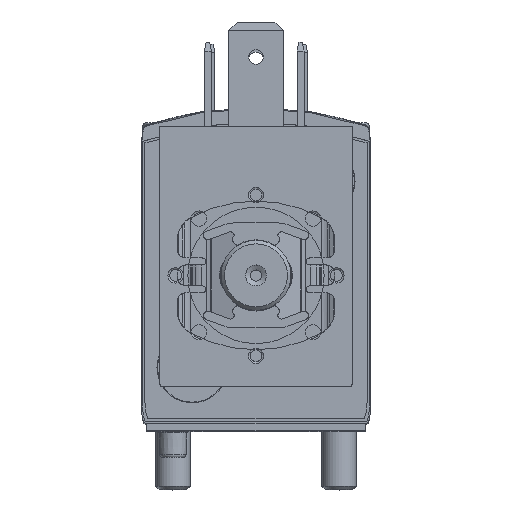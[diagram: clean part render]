
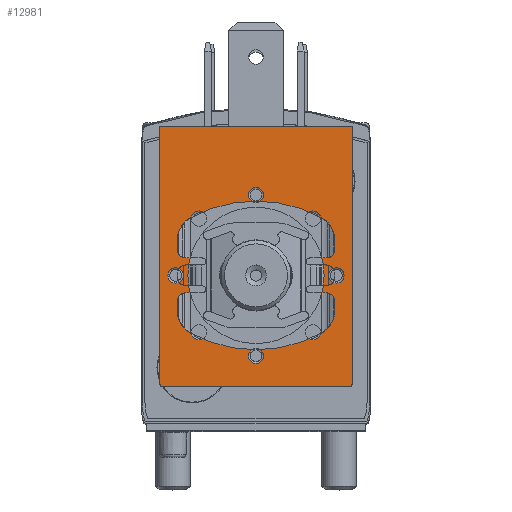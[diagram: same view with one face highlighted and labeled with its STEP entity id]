
A CAD part, top view. The second image highlights one B-rep face of the part: STEP entity #12981.
In plain terms, the highlighted planar face has unit normal (0, 0, 1).
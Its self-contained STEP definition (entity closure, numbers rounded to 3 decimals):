
#962=LINE('',#19464,#1684);
#966=LINE('',#19475,#1688);
#975=LINE('',#19500,#1697);
#986=LINE('',#19523,#1708);
#1684=VECTOR('',#16355,1000.);
#1688=VECTOR('',#16365,1000.);
#1697=VECTOR('',#16386,1000.);
#1708=VECTOR('',#16407,1000.);
#3676=ORIENTED_EDGE('',*,*,#5577,.T.);
#3677=ORIENTED_EDGE('',*,*,#5578,.T.);
#3678=ORIENTED_EDGE('',*,*,#5579,.T.);
#3679=ORIENTED_EDGE('',*,*,#5580,.T.);
#3680=ORIENTED_EDGE('',*,*,#5581,.T.);
#3681=ORIENTED_EDGE('',*,*,#5582,.T.);
#3682=ORIENTED_EDGE('',*,*,#5583,.T.);
#3683=ORIENTED_EDGE('',*,*,#5584,.T.);
#3684=ORIENTED_EDGE('',*,*,#5585,.T.);
#3685=ORIENTED_EDGE('',*,*,#5566,.T.);
#3686=ORIENTED_EDGE('',*,*,#5533,.T.);
#3687=ORIENTED_EDGE('',*,*,#5549,.T.);
#3688=ORIENTED_EDGE('',*,*,#5552,.T.);
#3689=ORIENTED_EDGE('',*,*,#5555,.T.);
#3690=ORIENTED_EDGE('',*,*,#5539,.T.);
#5533=EDGE_CURVE('',#6636,#6637,#962,.T.);
#5539=EDGE_CURVE('',#6640,#6641,#966,.T.);
#5549=EDGE_CURVE('',#6637,#6648,#7353,.T.);
#5552=EDGE_CURVE('',#6648,#6650,#975,.T.);
#5555=EDGE_CURVE('',#6650,#6640,#7355,.T.);
#5566=EDGE_CURVE('',#6641,#6636,#986,.T.);
#5577=EDGE_CURVE('',#6666,#6666,#7367,.T.);
#5578=EDGE_CURVE('',#6667,#6667,#7368,.T.);
#5579=EDGE_CURVE('',#6668,#6668,#7369,.T.);
#5580=EDGE_CURVE('',#6669,#6669,#7370,.T.);
#5581=EDGE_CURVE('',#6670,#6670,#7371,.T.);
#5582=EDGE_CURVE('',#6671,#6671,#7372,.T.);
#5583=EDGE_CURVE('',#6672,#6672,#7373,.T.);
#5584=EDGE_CURVE('',#6673,#6673,#7374,.T.);
#5585=EDGE_CURVE('',#6674,#6674,#7375,.T.);
#6636=VERTEX_POINT('',#19465);
#6637=VERTEX_POINT('',#19466);
#6640=VERTEX_POINT('',#19476);
#6641=VERTEX_POINT('',#19477);
#6648=VERTEX_POINT('',#19495);
#6650=VERTEX_POINT('',#19501);
#6666=VERTEX_POINT('',#19546);
#6667=VERTEX_POINT('',#19548);
#6668=VERTEX_POINT('',#19550);
#6669=VERTEX_POINT('',#19552);
#6670=VERTEX_POINT('',#19554);
#6671=VERTEX_POINT('',#19556);
#6672=VERTEX_POINT('',#19558);
#6673=VERTEX_POINT('',#19560);
#6674=VERTEX_POINT('',#19562);
#7353=CIRCLE('',#13963,0.3);
#7355=CIRCLE('',#13967,0.3);
#7367=CIRCLE('',#13982,0.875);
#7368=CIRCLE('',#13983,0.875);
#7369=CIRCLE('',#13984,0.875);
#7370=CIRCLE('',#13985,0.875);
#7371=CIRCLE('',#13986,0.875);
#7372=CIRCLE('',#13987,0.875);
#7373=CIRCLE('',#13988,0.875);
#7374=CIRCLE('',#13989,0.875);
#7375=CIRCLE('',#13990,7.8);
#7987=EDGE_LOOP('',(#3676));
#7988=EDGE_LOOP('',(#3677));
#7989=EDGE_LOOP('',(#3678));
#7990=EDGE_LOOP('',(#3679));
#7991=EDGE_LOOP('',(#3680));
#7992=EDGE_LOOP('',(#3681));
#7993=EDGE_LOOP('',(#3682));
#7994=EDGE_LOOP('',(#3683));
#7995=EDGE_LOOP('',(#3684));
#7996=EDGE_LOOP('',(#3685,#3686,#3687,#3688,#3689,#3690));
#8761=FACE_BOUND('',#7987,.T.);
#8762=FACE_BOUND('',#7988,.T.);
#8763=FACE_BOUND('',#7989,.T.);
#8764=FACE_BOUND('',#7990,.T.);
#8765=FACE_BOUND('',#7991,.T.);
#8766=FACE_BOUND('',#7992,.T.);
#8767=FACE_BOUND('',#7993,.T.);
#8768=FACE_BOUND('',#7994,.T.);
#8769=FACE_BOUND('',#7995,.T.);
#8770=FACE_BOUND('',#7996,.T.);
#9223=PLANE('',#13981);
#12981=ADVANCED_FACE('',(#8761,#8762,#8763,#8764,#8765,#8766,#8767,#8768,
#8769,#8770),#9223,.T.);
#13963=AXIS2_PLACEMENT_3D('',#19494,#16379,#16380);
#13967=AXIS2_PLACEMENT_3D('',#19506,#16391,#16392);
#13981=AXIS2_PLACEMENT_3D('',#19544,#16429,#16430);
#13982=AXIS2_PLACEMENT_3D('',#19545,#16431,#16432);
#13983=AXIS2_PLACEMENT_3D('',#19547,#16433,#16434);
#13984=AXIS2_PLACEMENT_3D('',#19549,#16435,#16436);
#13985=AXIS2_PLACEMENT_3D('',#19551,#16437,#16438);
#13986=AXIS2_PLACEMENT_3D('',#19553,#16439,#16440);
#13987=AXIS2_PLACEMENT_3D('',#19555,#16441,#16442);
#13988=AXIS2_PLACEMENT_3D('',#19557,#16443,#16444);
#13989=AXIS2_PLACEMENT_3D('',#19559,#16445,#16446);
#13990=AXIS2_PLACEMENT_3D('',#19561,#16447,#16448);
#16355=DIRECTION('',(0.,-1.,0.));
#16365=DIRECTION('',(0.,1.,0.));
#16379=DIRECTION('',(0.,0.,1.));
#16380=DIRECTION('',(1.,0.,0.));
#16386=DIRECTION('',(1.,0.,0.));
#16391=DIRECTION('',(0.,0.,1.));
#16392=DIRECTION('',(1.,0.,0.));
#16407=DIRECTION('',(-1.,0.,0.));
#16429=DIRECTION('',(0.,0.,1.));
#16430=DIRECTION('',(1.,0.,0.));
#16431=DIRECTION('',(0.,0.,-1.));
#16432=DIRECTION('',(-1.,0.,0.));
#16433=DIRECTION('',(0.,0.,-1.));
#16434=DIRECTION('',(-1.,0.,0.));
#16435=DIRECTION('',(0.,0.,-1.));
#16436=DIRECTION('',(-1.,0.,0.));
#16437=DIRECTION('',(0.,0.,-1.));
#16438=DIRECTION('',(-1.,0.,0.));
#16439=DIRECTION('',(0.,0.,-1.));
#16440=DIRECTION('',(-1.,0.,0.));
#16441=DIRECTION('',(0.,0.,-1.));
#16442=DIRECTION('',(-1.,0.,0.));
#16443=DIRECTION('',(0.,0.,-1.));
#16444=DIRECTION('',(-1.,0.,0.));
#16445=DIRECTION('',(0.,0.,-1.));
#16446=DIRECTION('',(-1.,0.,0.));
#16447=DIRECTION('',(0.,0.,-1.));
#16448=DIRECTION('',(-1.,0.,0.));
#19464=CARTESIAN_POINT('',(-11.,0.,0.));
#19465=CARTESIAN_POINT('',(-11.,0.,0.));
#19466=CARTESIAN_POINT('',(-11.,-29.4,0.));
#19475=CARTESIAN_POINT('',(11.,-29.4,0.));
#19476=CARTESIAN_POINT('',(11.,-29.4,0.));
#19477=CARTESIAN_POINT('',(11.,0.,0.));
#19494=CARTESIAN_POINT('',(-10.7,-29.4,0.));
#19495=CARTESIAN_POINT('',(-10.7,-29.7,0.));
#19500=CARTESIAN_POINT('',(-10.7,-29.7,0.));
#19501=CARTESIAN_POINT('',(10.7,-29.7,0.));
#19506=CARTESIAN_POINT('',(10.7,-29.4,0.));
#19523=CARTESIAN_POINT('',(11.,0.,0.));
#19544=CARTESIAN_POINT('',(-10.7,-29.4,0.));
#19545=CARTESIAN_POINT('',(-9.2,-17.,0.));
#19546=CARTESIAN_POINT('',(-10.075,-17.,0.));
#19547=CARTESIAN_POINT('',(-6.505,-23.505,0.));
#19548=CARTESIAN_POINT('',(-7.38,-23.505,0.));
#19549=CARTESIAN_POINT('',(0.,-26.2,0.));
#19550=CARTESIAN_POINT('',(-0.875,-26.2,0.));
#19551=CARTESIAN_POINT('',(6.505,-23.505,0.));
#19552=CARTESIAN_POINT('',(5.63,-23.505,0.));
#19553=CARTESIAN_POINT('',(9.2,-17.,0.));
#19554=CARTESIAN_POINT('',(8.325,-17.,0.));
#19555=CARTESIAN_POINT('',(6.505,-10.495,0.));
#19556=CARTESIAN_POINT('',(5.63,-10.495,0.));
#19557=CARTESIAN_POINT('',(-6.505,-10.495,0.));
#19558=CARTESIAN_POINT('',(-7.38,-10.495,0.));
#19559=CARTESIAN_POINT('',(0.,-7.8,0.));
#19560=CARTESIAN_POINT('',(-0.875,-7.8,0.));
#19561=CARTESIAN_POINT('',(0.,-17.,0.));
#19562=CARTESIAN_POINT('',(-7.8,-17.,0.));
